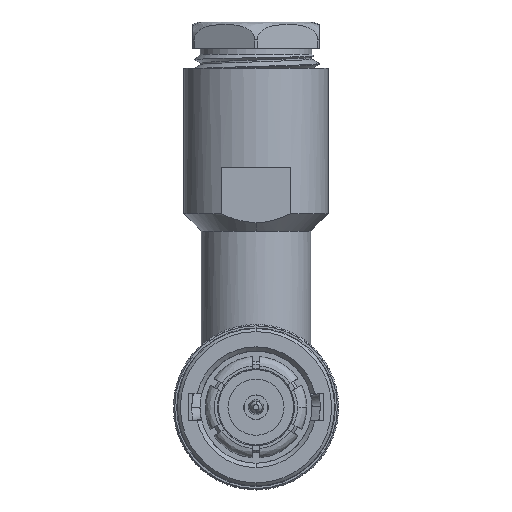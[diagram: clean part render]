
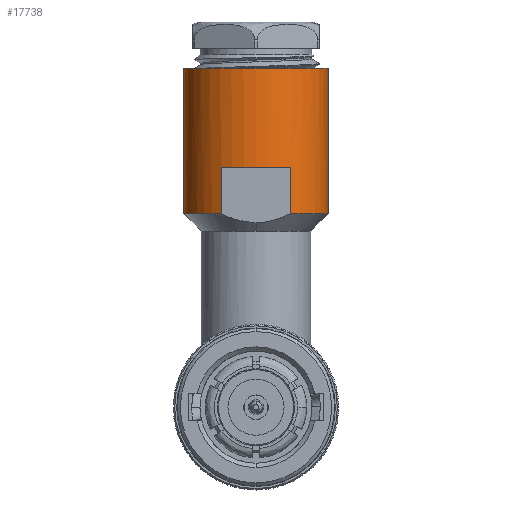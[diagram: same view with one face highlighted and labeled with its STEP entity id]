
A CAD part, front view. The second image highlights one B-rep face of the part: STEP entity #17738.
In plain terms, the highlighted cylindrical face has radius 6.35 mm (diameter 12.7 mm), a partial arc.
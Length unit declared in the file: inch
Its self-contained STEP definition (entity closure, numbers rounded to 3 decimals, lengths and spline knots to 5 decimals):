
#262 = EDGE_CURVE ( 'NONE', #12947, #24357, #13703, .T. ) ;
#705 = CARTESIAN_POINT ( 'NONE',  ( -0.12058, -0.219, 0. ) ) ;
#1296 = ORIENTED_EDGE ( 'NONE', *, *, #11072, .T. ) ;
#2013 = FACE_OUTER_BOUND ( 'NONE', #20815, .T. ) ;
#2253 = ORIENTED_EDGE ( 'NONE', *, *, #262, .T. ) ;
#2965 = DIRECTION ( 'NONE',  ( 0., 0., -1. ) ) ;
#3164 = DIRECTION ( 'NONE',  ( 1., 0., 0. ) ) ;
#3923 = ORIENTED_EDGE ( 'NONE', *, *, #18229, .T. ) ;
#5075 = ORIENTED_EDGE ( 'NONE', *, *, #7926, .F. ) ;
#5173 = CARTESIAN_POINT ( 'NONE',  ( 0., 0., -0.343 ) ) ;
#5227 = VERTEX_POINT ( 'NONE', #7759 ) ;
#5876 = ORIENTED_EDGE ( 'NONE', *, *, #25497, .T. ) ;
#6069 = DIRECTION ( 'NONE',  ( 1., 0., 0. ) ) ;
#6103 = CARTESIAN_POINT ( 'NONE',  ( -0.12058, -0.219, -0.343 ) ) ;
#6428 = CARTESIAN_POINT ( 'NONE',  ( 0., 0., 0. ) ) ;
#6703 = VERTEX_POINT ( 'NONE', #18038 ) ;
#7098 = VECTOR ( 'NONE', #7481, 39.37008 ) ;
#7481 = DIRECTION ( 'NONE',  ( 0., 0., 1. ) ) ;
#7734 = CIRCLE ( 'NONE', #11600, 0.25 ) ;
#7759 = CARTESIAN_POINT ( 'NONE',  ( 0.12058, -0.219, -0.50348 ) ) ;
#7926 = EDGE_CURVE ( 'NONE', #17576, #6703, #11102, .T. ) ;
#8196 = DIRECTION ( 'NONE',  ( 1., 0., 0. ) ) ;
#8599 = EDGE_CURVE ( 'NONE', #12947, #5227, #13948, .T. ) ;
#8852 = AXIS2_PLACEMENT_3D ( 'NONE', #22142, #21737, #13959 ) ;
#8926 = EDGE_CURVE ( 'NONE', #17843, #17576, #25519, .T. ) ;
#9406 = CARTESIAN_POINT ( 'NONE',  ( 0.25, 0., 0. ) ) ;
#9482 = CARTESIAN_POINT ( 'NONE',  ( -0.25, 0., 0. ) ) ;
#10198 = CYLINDRICAL_SURFACE ( 'NONE', #12064, 0.25 ) ;
#11072 = EDGE_CURVE ( 'NONE', #17843, #12578, #21088, .T. ) ;
#11102 = LINE ( 'NONE', #9482, #7098 ) ;
#11241 = DIRECTION ( 'NONE',  ( 0., 0., -1. ) ) ;
#11600 = AXIS2_PLACEMENT_3D ( 'NONE', #12641, #18523, #6069 ) ;
#11948 = VECTOR ( 'NONE', #2965, 39.37008 ) ;
#12064 = AXIS2_PLACEMENT_3D ( 'NONE', #6428, #13374, #8196 ) ;
#12578 = VERTEX_POINT ( 'NONE', #6103 ) ;
#12641 = CARTESIAN_POINT ( 'NONE',  ( 0., 0., 0. ) ) ;
#12947 = VERTEX_POINT ( 'NONE', #15917 ) ;
#13189 = DIRECTION ( 'NONE',  ( 0., 0., 1. ) ) ;
#13360 = DIRECTION ( 'NONE',  ( 0., 0., 1. ) ) ;
#13374 = DIRECTION ( 'NONE',  ( 0., 0., 1. ) ) ;
#13546 = CARTESIAN_POINT ( 'NONE',  ( -0.25, 0., -0.50348 ) ) ;
#13703 = LINE ( 'NONE', #19728, #17775 ) ;
#13739 = EDGE_CURVE ( 'NONE', #24357, #6703, #7734, .T. ) ;
#13948 = CIRCLE ( 'NONE', #8852, 0.25 ) ;
#13959 = DIRECTION ( 'NONE',  ( 1., 0., 0. ) ) ;
#14731 = VERTEX_POINT ( 'NONE', #16227 ) ;
#15046 = VECTOR ( 'NONE', #17067, 39.37008 ) ;
#15254 = ORIENTED_EDGE ( 'NONE', *, *, #13739, .T. ) ;
#15917 = CARTESIAN_POINT ( 'NONE',  ( 0.25, 0., -0.50348 ) ) ;
#16227 = CARTESIAN_POINT ( 'NONE',  ( 0.12058, -0.219, -0.343 ) ) ;
#16550 = AXIS2_PLACEMENT_3D ( 'NONE', #17657, #11241, #23829 ) ;
#17067 = DIRECTION ( 'NONE',  ( 0., 0., 1. ) ) ;
#17141 = CARTESIAN_POINT ( 'NONE',  ( -0.12058, -0.219, -0.50348 ) ) ;
#17191 = CIRCLE ( 'NONE', #24895, 0.25 ) ;
#17454 = CARTESIAN_POINT ( 'NONE',  ( 0.12058, -0.219, 0. ) ) ;
#17576 = VERTEX_POINT ( 'NONE', #13546 ) ;
#17657 = CARTESIAN_POINT ( 'NONE',  ( 0., 0., -0.50348 ) ) ;
#17738 = ADVANCED_FACE ( 'NONE', ( #2013 ), #10198, .T. ) ;
#17775 = VECTOR ( 'NONE', #13189, 39.37008 ) ;
#17843 = VERTEX_POINT ( 'NONE', #17141 ) ;
#18038 = CARTESIAN_POINT ( 'NONE',  ( -0.25, 0., 0. ) ) ;
#18229 = EDGE_CURVE ( 'NONE', #12578, #14731, #17191, .T. ) ;
#18523 = DIRECTION ( 'NONE',  ( 0., 0., -1. ) ) ;
#19728 = CARTESIAN_POINT ( 'NONE',  ( 0.25, 0., 0. ) ) ;
#20815 = EDGE_LOOP ( 'NONE', ( #5075, #26397, #1296, #3923, #5876, #24565, #2253, #15254 ) ) ;
#21088 = LINE ( 'NONE', #705, #15046 ) ;
#21737 = DIRECTION ( 'NONE',  ( 0., 0., -1. ) ) ;
#22142 = CARTESIAN_POINT ( 'NONE',  ( 0., 0., -0.50348 ) ) ;
#23490 = LINE ( 'NONE', #17454, #11948 ) ;
#23829 = DIRECTION ( 'NONE',  ( 1., 0., 0. ) ) ;
#24357 = VERTEX_POINT ( 'NONE', #9406 ) ;
#24565 = ORIENTED_EDGE ( 'NONE', *, *, #8599, .F. ) ;
#24895 = AXIS2_PLACEMENT_3D ( 'NONE', #5173, #13360, #3164 ) ;
#25497 = EDGE_CURVE ( 'NONE', #14731, #5227, #23490, .T. ) ;
#25519 = CIRCLE ( 'NONE', #16550, 0.25 ) ;
#26397 = ORIENTED_EDGE ( 'NONE', *, *, #8926, .F. ) ;
